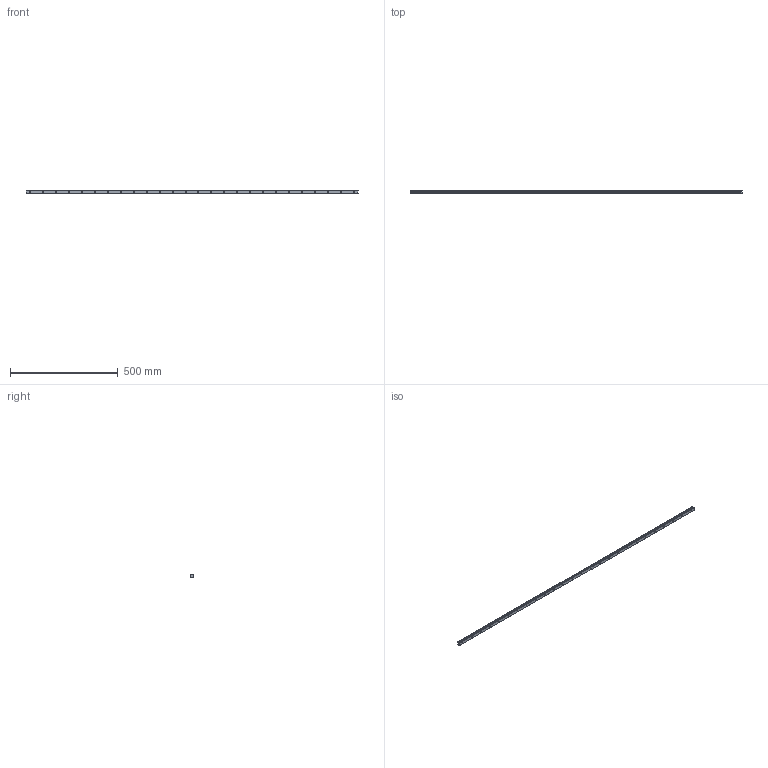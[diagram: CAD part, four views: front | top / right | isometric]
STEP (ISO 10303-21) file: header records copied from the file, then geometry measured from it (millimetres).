
FILE_DESCRIPTION (( 'STEP AP214' ), '1' );
FILE_NAME ('SSR15XTB1SS-1540LY_G20_0_PB1021B_741-55_0_0_0.STEP', '2021-06-24T12:09:05', ( '' ), ( '' ), 'SwSTEP 2.0', 'SolidWorks 2021', '' );
FILE_SCHEMA (( 'AUTOMOTIVE_DESIGN' ));
Length unit declared in the file: millimetre
Products named in the file (2): _SSR15XTBY154020Y Track; SSR15XTB1SS-1540LY_G20_0_PB1021B_741-55_0_0_0
Assembly tree (1 placements, depth 2):
  SSR15XTB1SS-1540LY_G20_0_PB1021B_741-55_0_0_0
    _SSR15XTBY154020Y Track
Bounding box: 1540 x 12.5 x 15 mm (x, y, z)
Volume: 249869.9 mm3; surface area: 94007.9 mm2
Topology: 1 solids, 1 shells, 158 faces, 390 edges, 260 vertices
Faces by surface type: cylinder 112, plane 46
Entity records: 4968 total; most frequent: DIRECTION 938, CARTESIAN_POINT 812, ORIENTED_EDGE 780, EDGE_CURVE 390, AXIS2_PLACEMENT_3D 386, VERTEX_POINT 260, EDGE_LOOP 236, CIRCLE 224
